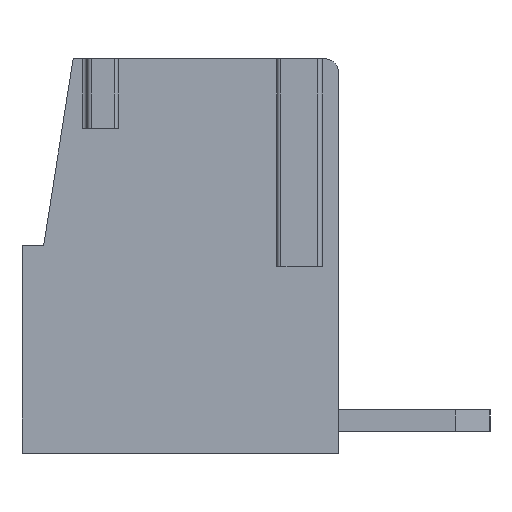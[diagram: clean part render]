
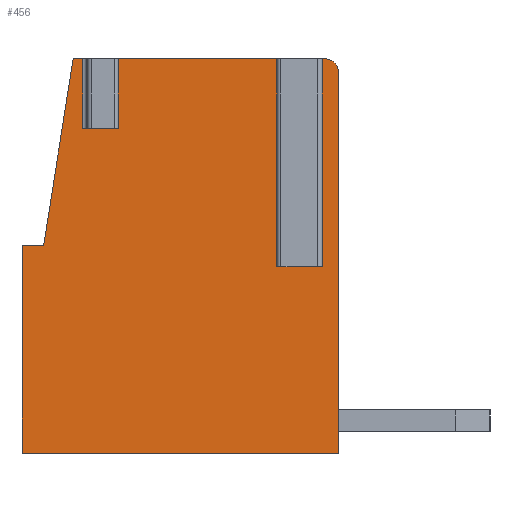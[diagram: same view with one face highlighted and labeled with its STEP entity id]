
A CAD part, left-side view. The second image highlights one B-rep face of the part: STEP entity #456.
In plain terms, the highlighted planar face has unit normal (-1, 0, 0).
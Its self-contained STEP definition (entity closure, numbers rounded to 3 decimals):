
#456 = ADVANCED_FACE( 'F386', ( #951 ), #952, .F. );
#951 = FACE_OUTER_BOUND( '', #1502, .T. );
#952 = PLANE( '', #1503 );
#1502 = EDGE_LOOP( '', ( #2641, #2642, #2643, #2644, #2645, #2646, #2647, #2648, #2649, #2650, #2651, #2652, #2653, #2654, #2655 ) );
#1503 = AXIS2_PLACEMENT_3D( '', #2656, #2657, #2658 );
#2641 = ORIENTED_EDGE( '', *, *, #3969, .F. );
#2642 = ORIENTED_EDGE( '', *, *, #3543, .F. );
#2643 = ORIENTED_EDGE( '', *, *, #3495, .F. );
#2644 = ORIENTED_EDGE( '', *, *, #3823, .F. );
#2645 = ORIENTED_EDGE( '', *, *, #3970, .F. );
#2646 = ORIENTED_EDGE( '', *, *, #3508, .F. );
#2647 = ORIENTED_EDGE( '', *, *, #3971, .F. );
#2648 = ORIENTED_EDGE( '', *, *, #3810, .F. );
#2649 = ORIENTED_EDGE( '', *, *, #3558, .F. );
#2650 = ORIENTED_EDGE( '', *, *, #3972, .T. );
#2651 = ORIENTED_EDGE( '', *, *, #3973, .T. );
#2652 = ORIENTED_EDGE( '', *, *, #3840, .F. );
#2653 = ORIENTED_EDGE( '', *, *, #3550, .F. );
#2654 = ORIENTED_EDGE( '', *, *, #3974, .T. );
#2655 = ORIENTED_EDGE( '', *, *, #3975, .T. );
#2656 = CARTESIAN_POINT( '', ( -1.75, -3.5, 0. ) );
#2657 = DIRECTION( '', ( 1., 0., 0. ) );
#2658 = DIRECTION( '', ( 0., 1., 0. ) );
#3495 = EDGE_CURVE( '', #4187, #4183, #4189, .T. );
#3508 = EDGE_CURVE( '', #4210, #4212, #4213, .T. );
#3543 = EDGE_CURVE( '', #4183, #4275, #4276, .T. );
#3550 = EDGE_CURVE( '', #4286, #4288, #4289, .T. );
#3558 = EDGE_CURVE( '', #4302, #4304, #4305, .T. );
#3810 = EDGE_CURVE( '', #4304, #4725, #4726, .T. );
#3823 = EDGE_CURVE( '', #4743, #4187, #4745, .T. );
#3840 = EDGE_CURVE( '', #4288, #4769, #4770, .T. );
#3969 = EDGE_CURVE( '', #4275, #4954, #4955, .T. );
#3970 = EDGE_CURVE( '', #4212, #4743, #4956, .T. );
#3971 = EDGE_CURVE( '', #4725, #4210, #4957, .T. );
#3972 = EDGE_CURVE( '', #4302, #4958, #4959, .T. );
#3973 = EDGE_CURVE( '', #4958, #4769, #4960, .T. );
#3974 = EDGE_CURVE( '', #4286, #4961, #4962, .T. );
#3975 = EDGE_CURVE( '', #4961, #4954, #4963, .T. );
#4183 = VERTEX_POINT( '', #5211 );
#4187 = VERTEX_POINT( '', #5217 );
#4189 = LINE( '', #5220, #5221 );
#4210 = VERTEX_POINT( '', #5250 );
#4212 = VERTEX_POINT( '', #5253 );
#4213 = LINE( '', #5254, #5255 );
#4275 = VERTEX_POINT( '', #5338 );
#4276 = LINE( '', #5339, #5340 );
#4286 = VERTEX_POINT( '', #5353 );
#4288 = VERTEX_POINT( '', #5355 );
#4289 = LINE( '', #5356, #5357 );
#4302 = VERTEX_POINT( '', #5373 );
#4304 = VERTEX_POINT( '', #5375 );
#4305 = LINE( '', #5376, #5377 );
#4725 = VERTEX_POINT( '', #5986 );
#4726 = CIRCLE( '', #5987, 0.3 );
#4743 = VERTEX_POINT( '', #6012 );
#4745 = LINE( '', #6015, #6016 );
#4769 = VERTEX_POINT( '', #6047 );
#4770 = LINE( '', #6048, #6049 );
#4954 = VERTEX_POINT( '', #6316 );
#4955 = LINE( '', #6317, #6318 );
#4956 = LINE( '', #6319, #6320 );
#4957 = LINE( '', #6321, #6322 );
#4958 = VERTEX_POINT( '', #6323 );
#4959 = LINE( '', #6324, #6325 );
#4960 = LINE( '', #6326, #6327 );
#4961 = VERTEX_POINT( '', #6328 );
#4962 = LINE( '', #6329, #6330 );
#4963 = LINE( '', #6331, #6332 );
#5211 = CARTESIAN_POINT( '', ( -1.75, -1.181, 9.1 ) );
#5217 = CARTESIAN_POINT( '', ( -1.75, -0.5, 4.8 ) );
#5220 = CARTESIAN_POINT( '', ( -1.75, 0.168, 0.581 ) );
#5221 = VECTOR( '', #6693, 1000. );
#5250 = CARTESIAN_POINT( '', ( -1.75, -7.3, 0. ) );
#5253 = CARTESIAN_POINT( '', ( -1.75, 0., 0. ) );
#5254 = CARTESIAN_POINT( '', ( -1.75, -3.5, 0. ) );
#5255 = VECTOR( '', #6703, 1000. );
#5338 = CARTESIAN_POINT( '', ( -1.75, -1.4, 9.1 ) );
#5339 = CARTESIAN_POINT( '', ( -1.75, -3.5, 9.1 ) );
#5340 = VECTOR( '', #6746, 1000. );
#5353 = CARTESIAN_POINT( '', ( -1.75, -2.127, 9.1 ) );
#5355 = CARTESIAN_POINT( '', ( -1.75, -5.973, 9.1 ) );
#5356 = CARTESIAN_POINT( '', ( -1.75, -3.5, 9.1 ) );
#5357 = VECTOR( '', #6759, 1000. );
#5373 = CARTESIAN_POINT( '', ( -1.75, -6.827, 9.1 ) );
#5375 = CARTESIAN_POINT( '', ( -1.75, -7., 9.1 ) );
#5376 = CARTESIAN_POINT( '', ( -1.75, -3.5, 9.1 ) );
#5377 = VECTOR( '', #6775, 1000. );
#5986 = CARTESIAN_POINT( '', ( -1.75, -7.3, 8.8 ) );
#5987 = AXIS2_PLACEMENT_3D( '', #7013, #7014, #7015 );
#6012 = CARTESIAN_POINT( '', ( -1.75, 0., 4.8 ) );
#6015 = CARTESIAN_POINT( '', ( -1.75, -3.5, 4.8 ) );
#6016 = VECTOR( '', #7025, 1000. );
#6047 = CARTESIAN_POINT( '', ( -1.75, -5.973, 4.3 ) );
#6048 = CARTESIAN_POINT( '', ( -1.75, -5.973, 0. ) );
#6049 = VECTOR( '', #7048, 1000. );
#6316 = CARTESIAN_POINT( '', ( -1.75, -1.4, 7.5 ) );
#6317 = CARTESIAN_POINT( '', ( -1.75, -1.4, 0. ) );
#6318 = VECTOR( '', #7165, 1000. );
#6319 = CARTESIAN_POINT( '', ( -1.75, 0., 0. ) );
#6320 = VECTOR( '', #7166, 1000. );
#6321 = CARTESIAN_POINT( '', ( -1.75, -7.3, 0. ) );
#6322 = VECTOR( '', #7167, 1000. );
#6323 = CARTESIAN_POINT( '', ( -1.75, -6.827, 4.3 ) );
#6324 = CARTESIAN_POINT( '', ( -1.75, -6.827, 0. ) );
#6325 = VECTOR( '', #7168, 1000. );
#6326 = CARTESIAN_POINT( '', ( -1.75, -3.5, 4.3 ) );
#6327 = VECTOR( '', #7169, 1000. );
#6328 = CARTESIAN_POINT( '', ( -1.75, -2.127, 7.5 ) );
#6329 = CARTESIAN_POINT( '', ( -1.75, -2.127, 0. ) );
#6330 = VECTOR( '', #7170, 1000. );
#6331 = CARTESIAN_POINT( '', ( -1.75, -3.5, 7.5 ) );
#6332 = VECTOR( '', #7171, 1000. );
#6693 = DIRECTION( '', ( 0., -0.156, 0.988 ) );
#6703 = DIRECTION( '', ( 0., 1., 0. ) );
#6746 = DIRECTION( '', ( 0., -1., 0. ) );
#6759 = DIRECTION( '', ( 0., -1., 0. ) );
#6775 = DIRECTION( '', ( 0., -1., 0. ) );
#7013 = CARTESIAN_POINT( '', ( -1.75, -7., 8.8 ) );
#7014 = DIRECTION( '', ( 1., 0., 0. ) );
#7015 = DIRECTION( '', ( 0., -1., 0. ) );
#7025 = DIRECTION( '', ( 0., -1., 0. ) );
#7048 = DIRECTION( '', ( 0., 0., -1. ) );
#7165 = DIRECTION( '', ( 0., 0., -1. ) );
#7166 = DIRECTION( '', ( 0., 0., 1. ) );
#7167 = DIRECTION( '', ( 0., 0., -1. ) );
#7168 = DIRECTION( '', ( 0., 0., -1. ) );
#7169 = DIRECTION( '', ( 0., 1., 0. ) );
#7170 = DIRECTION( '', ( 0., 0., -1. ) );
#7171 = DIRECTION( '', ( 0., 1., 0. ) );
